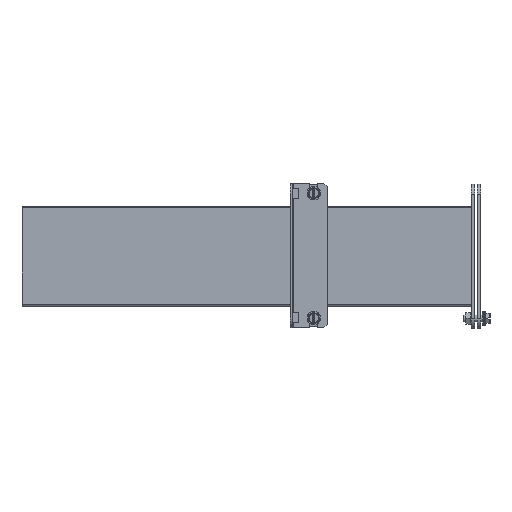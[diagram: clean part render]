
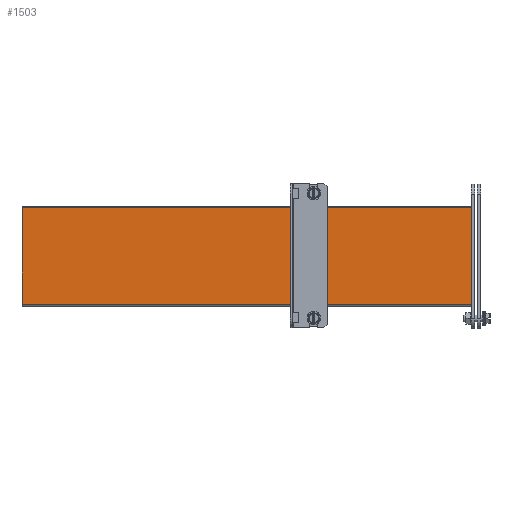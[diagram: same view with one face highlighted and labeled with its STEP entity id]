
A CAD part, left-side view. The second image highlights one B-rep face of the part: STEP entity #1503.
In plain terms, the highlighted planar face has unit normal (-1, 0, 0).
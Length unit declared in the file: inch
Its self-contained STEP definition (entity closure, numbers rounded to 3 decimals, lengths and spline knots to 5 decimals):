
#225 = ORIENTED_EDGE ( 'NONE', *, *, #2635, .T. ) ;
#954 = CARTESIAN_POINT ( 'NONE',  ( 0., -8.375, 3.688 ) ) ;
#993 = VECTOR ( 'NONE', #12461, 39.37008 ) ;
#1246 = DIRECTION ( 'NONE',  ( 0., 0., 1. ) ) ;
#1503 = ADVANCED_FACE ( 'NONE', ( #14730 ), #13355, .T. ) ;
#1801 = EDGE_CURVE ( 'NONE', #2621, #6774, #7227, .T. ) ;
#2025 = AXIS2_PLACEMENT_3D ( 'NONE', #11028, #7342, #11099 ) ;
#2054 = CARTESIAN_POINT ( 'NONE',  ( 0., -8.375, 0.108 ) ) ;
#2115 = DIRECTION ( 'NONE',  ( 0., 1., 0. ) ) ;
#2352 = LINE ( 'NONE', #9288, #10855 ) ;
#2621 = VERTEX_POINT ( 'NONE', #5809 ) ;
#2635 = EDGE_CURVE ( 'NONE', #10185, #11205, #11591, .T. ) ;
#2936 = EDGE_LOOP ( 'NONE', ( #13327, #14492, #7166, #225 ) ) ;
#5215 = CARTESIAN_POINT ( 'NONE',  ( 0., 8.375, 0.108 ) ) ;
#5809 = CARTESIAN_POINT ( 'NONE',  ( 0., 8.375, 0.108 ) ) ;
#6073 = VECTOR ( 'NONE', #2115, 39.37008 ) ;
#6774 = VERTEX_POINT ( 'NONE', #2054 ) ;
#7010 = CARTESIAN_POINT ( 'NONE',  ( 0., 8.375, 3.688 ) ) ;
#7166 = ORIENTED_EDGE ( 'NONE', *, *, #10481, .T. ) ;
#7227 = LINE ( 'NONE', #5215, #993 ) ;
#7342 = DIRECTION ( 'NONE',  ( -1., 0., 0. ) ) ;
#8456 = EDGE_CURVE ( 'NONE', #11205, #2621, #2352, .T. ) ;
#9288 = CARTESIAN_POINT ( 'NONE',  ( 0., 8.375, 3.688 ) ) ;
#9438 = CARTESIAN_POINT ( 'NONE',  ( 0., 8.375, 3.688 ) ) ;
#10185 = VERTEX_POINT ( 'NONE', #13217 ) ;
#10481 = EDGE_CURVE ( 'NONE', #6774, #10185, #12972, .T. ) ;
#10730 = DIRECTION ( 'NONE',  ( 0., 0., -1. ) ) ;
#10855 = VECTOR ( 'NONE', #10730, 39.37008 ) ;
#11028 = CARTESIAN_POINT ( 'NONE',  ( 0., 8.375, 3.688 ) ) ;
#11099 = DIRECTION ( 'NONE',  ( 0., 0., 1. ) ) ;
#11205 = VERTEX_POINT ( 'NONE', #7010 ) ;
#11591 = LINE ( 'NONE', #9438, #6073 ) ;
#11886 = VECTOR ( 'NONE', #1246, 39.37008 ) ;
#12461 = DIRECTION ( 'NONE',  ( 0., -1., 0. ) ) ;
#12972 = LINE ( 'NONE', #954, #11886 ) ;
#13217 = CARTESIAN_POINT ( 'NONE',  ( 0., -8.375, 3.688 ) ) ;
#13327 = ORIENTED_EDGE ( 'NONE', *, *, #8456, .T. ) ;
#13355 = PLANE ( 'NONE',  #2025 ) ;
#14492 = ORIENTED_EDGE ( 'NONE', *, *, #1801, .T. ) ;
#14730 = FACE_OUTER_BOUND ( 'NONE', #2936, .T. ) ;
